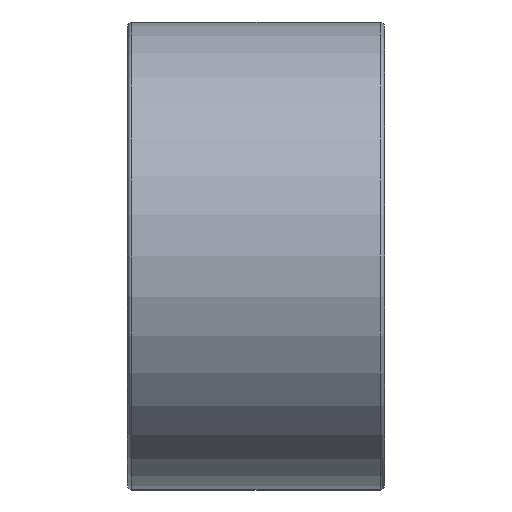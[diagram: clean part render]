
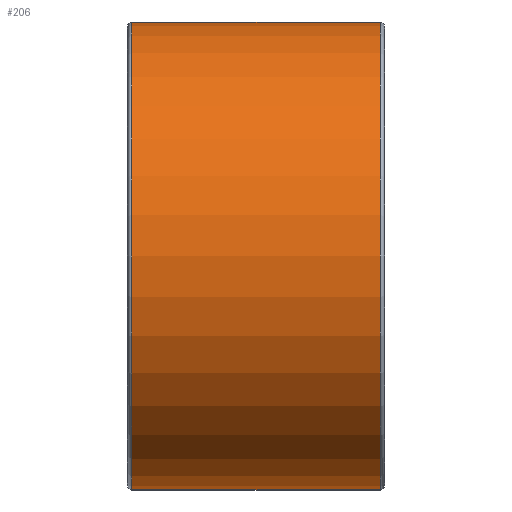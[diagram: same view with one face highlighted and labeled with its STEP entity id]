
A CAD part, left-side view. The second image highlights one B-rep face of the part: STEP entity #206.
In plain terms, the highlighted cylindrical face has radius 5 mm (diameter 10 mm), a partial arc.
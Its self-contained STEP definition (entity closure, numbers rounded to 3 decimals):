
#206 = ADVANCED_FACE ( 'NONE', ( #1985 ), #2732, .T. ) ;
#213 = EDGE_CURVE ( 'NONE', #1522, #1315, #840, .T. ) ;
#233 = ORIENTED_EDGE ( 'NONE', *, *, #497, .T. ) ;
#341 = DIRECTION ( 'NONE',  ( 0., -1., 0. ) ) ;
#356 = DIRECTION ( 'NONE',  ( 0., -1., 0. ) ) ;
#372 = DIRECTION ( 'NONE',  ( 0., 0., 1. ) ) ;
#385 = DIRECTION ( 'NONE',  ( 0., -1., 0. ) ) ;
#406 = ORIENTED_EDGE ( 'NONE', *, *, #213, .T. ) ;
#413 = VERTEX_POINT ( 'NONE', #2604 ) ;
#468 = ORIENTED_EDGE ( 'NONE', *, *, #3119, .T. ) ;
#497 = EDGE_CURVE ( 'NONE', #1315, #2824, #1092, .T. ) ;
#652 = CARTESIAN_POINT ( 'NONE',  ( 0., 5.5, 0. ) ) ;
#774 = DIRECTION ( 'NONE',  ( 0., 0., 1. ) ) ;
#840 = CIRCLE ( 'NONE', #3196, 5. ) ;
#879 = VECTOR ( 'NONE', #341, 1000. ) ;
#961 = AXIS2_PLACEMENT_3D ( 'NONE', #1233, #2849, #774 ) ;
#1012 = EDGE_CURVE ( 'NONE', #1522, #413, #2780, .T. ) ;
#1092 = LINE ( 'NONE', #2135, #879 ) ;
#1233 = CARTESIAN_POINT ( 'NONE',  ( 0., 0.1, 0. ) ) ;
#1315 = VERTEX_POINT ( 'NONE', #2214 ) ;
#1522 = VERTEX_POINT ( 'NONE', #3022 ) ;
#1588 = EDGE_LOOP ( 'NONE', ( #2841, #406, #233, #468 ) ) ;
#1667 = CARTESIAN_POINT ( 'NONE',  ( 0., 5.4, 0. ) ) ;
#1961 = CARTESIAN_POINT ( 'NONE',  ( 0., 5.5, 5. ) ) ;
#1985 = FACE_OUTER_BOUND ( 'NONE', #1588, .T. ) ;
#2135 = CARTESIAN_POINT ( 'NONE',  ( 0., 5.5, -5. ) ) ;
#2168 = VECTOR ( 'NONE', #385, 1000. ) ;
#2214 = CARTESIAN_POINT ( 'NONE',  ( 0., 5.4, -5. ) ) ;
#2217 = DIRECTION ( 'NONE',  ( 0., 0., -1. ) ) ;
#2451 = CIRCLE ( 'NONE', #961, 5. ) ;
#2604 = CARTESIAN_POINT ( 'NONE',  ( 0., 0.1, 5. ) ) ;
#2732 = CYLINDRICAL_SURFACE ( 'NONE', #3028, 5. ) ;
#2780 = LINE ( 'NONE', #1961, #2168 ) ;
#2824 = VERTEX_POINT ( 'NONE', #3061 ) ;
#2841 = ORIENTED_EDGE ( 'NONE', *, *, #1012, .F. ) ;
#2849 = DIRECTION ( 'NONE',  ( 0., 1., 0. ) ) ;
#3011 = DIRECTION ( 'NONE',  ( 0., -1., 0. ) ) ;
#3022 = CARTESIAN_POINT ( 'NONE',  ( 0., 5.4, 5. ) ) ;
#3028 = AXIS2_PLACEMENT_3D ( 'NONE', #652, #3011, #2217 ) ;
#3061 = CARTESIAN_POINT ( 'NONE',  ( 0., 0.1, -5. ) ) ;
#3119 = EDGE_CURVE ( 'NONE', #2824, #413, #2451, .T. ) ;
#3196 = AXIS2_PLACEMENT_3D ( 'NONE', #1667, #356, #372 ) ;
